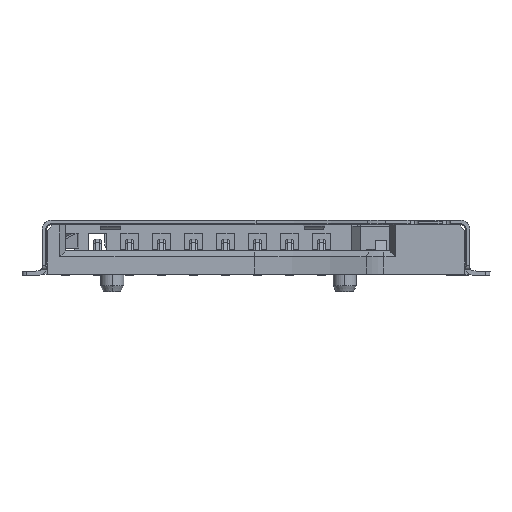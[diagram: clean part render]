
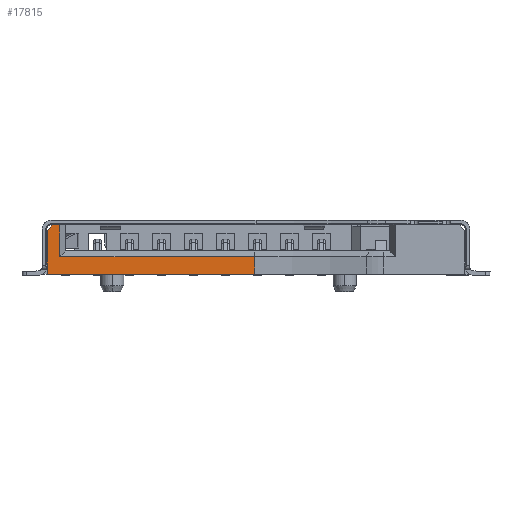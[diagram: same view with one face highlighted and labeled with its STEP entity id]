
A CAD part, front view. The second image highlights one B-rep face of the part: STEP entity #17815.
In plain terms, the highlighted planar face has unit normal (0, -1, 0).
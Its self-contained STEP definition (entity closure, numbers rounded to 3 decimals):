
#7128 = VERTEX_POINT('',#7129);
#7129 = CARTESIAN_POINT('',(-6.75,-3.3,
    0.65));
#7135 = EDGE_CURVE('',#7128,#7136,#7138,.T.);
#7136 = VERTEX_POINT('',#7137);
#7137 = CARTESIAN_POINT('',(-0.05,-3.3,
    0.65));
#7138 = LINE('',#7139,#7140);
#7139 = CARTESIAN_POINT('',(-3.615,-3.3,
    0.65));
#7140 = VECTOR('',#7141,1.);
#7141 = DIRECTION('',(1.,0.,0.));
#11408 = VERTEX_POINT('',#11409);
#11409 = CARTESIAN_POINT('',(-6.75,-3.3,
    1.75));
#11418 = EDGE_CURVE('',#11408,#7128,#11419,.T.);
#11419 = LINE('',#11420,#11421);
#11420 = CARTESIAN_POINT('',(-6.75,-3.3,
    0.9));
#11421 = VECTOR('',#11422,1.);
#11422 = DIRECTION('',(0.,0.,-1.));
#17815 = ADVANCED_FACE('',(#17816),#17858,.F.);
#17816 = FACE_BOUND('',#17817,.T.);
#17817 = EDGE_LOOP('',(#17818,#17828,#17836,#17844,#17850,#17851,#17852)
  );
#17818 = ORIENTED_EDGE('',*,*,#17819,.F.);
#17819 = EDGE_CURVE('',#17820,#17822,#17824,.T.);
#17820 = VERTEX_POINT('',#17821);
#17821 = CARTESIAN_POINT('',(-7.18,-3.3,
    1.55));
#17822 = VERTEX_POINT('',#17823);
#17823 = CARTESIAN_POINT('',(-6.98,-3.3,
    1.75));
#17824 = LINE('',#17825,#17826);
#17825 = CARTESIAN_POINT('',(-7.08,-3.3,
    1.65));
#17826 = VECTOR('',#17827,1.);
#17827 = DIRECTION('',(0.707,0.,0.707)
  );
#17828 = ORIENTED_EDGE('',*,*,#17829,.F.);
#17829 = EDGE_CURVE('',#17830,#17820,#17832,.T.);
#17830 = VERTEX_POINT('',#17831);
#17831 = CARTESIAN_POINT('',(-7.18,-3.3,
    0.05));
#17832 = LINE('',#17833,#17834);
#17833 = CARTESIAN_POINT('',(-7.18,-3.3,
    0.9));
#17834 = VECTOR('',#17835,1.);
#17835 = DIRECTION('',(0.,0.,1.));
#17836 = ORIENTED_EDGE('',*,*,#17837,.T.);
#17837 = EDGE_CURVE('',#17830,#17838,#17840,.T.);
#17838 = VERTEX_POINT('',#17839);
#17839 = CARTESIAN_POINT('',(-0.05,-3.3,
    0.05));
#17840 = LINE('',#17841,#17842);
#17841 = CARTESIAN_POINT('',(0.,-3.3,
    0.05));
#17842 = VECTOR('',#17843,1.);
#17843 = DIRECTION('',(1.,0.,0.));
#17844 = ORIENTED_EDGE('',*,*,#17845,.T.);
#17845 = EDGE_CURVE('',#17838,#7136,#17846,.T.);
#17846 = LINE('',#17847,#17848);
#17847 = CARTESIAN_POINT('',(-0.05,-3.3,
    0.9));
#17848 = VECTOR('',#17849,1.);
#17849 = DIRECTION('',(0.,0.,1.));
#17850 = ORIENTED_EDGE('',*,*,#7135,.F.);
#17851 = ORIENTED_EDGE('',*,*,#11418,.F.);
#17852 = ORIENTED_EDGE('',*,*,#17853,.F.);
#17853 = EDGE_CURVE('',#17822,#11408,#17854,.T.);
#17854 = LINE('',#17855,#17856);
#17855 = CARTESIAN_POINT('',(-6.765,-3.3,
    1.75));
#17856 = VECTOR('',#17857,1.);
#17857 = DIRECTION('',(1.,0.,0.));
#17858 = PLANE('',#17859);
#17859 = AXIS2_PLACEMENT_3D('',#17860,#17861,#17862);
#17860 = CARTESIAN_POINT('',(-3.615,-3.3,
    0.9));
#17861 = DIRECTION('',(0.,1.,0.));
#17862 = DIRECTION('',(-1.,0.,0.));
